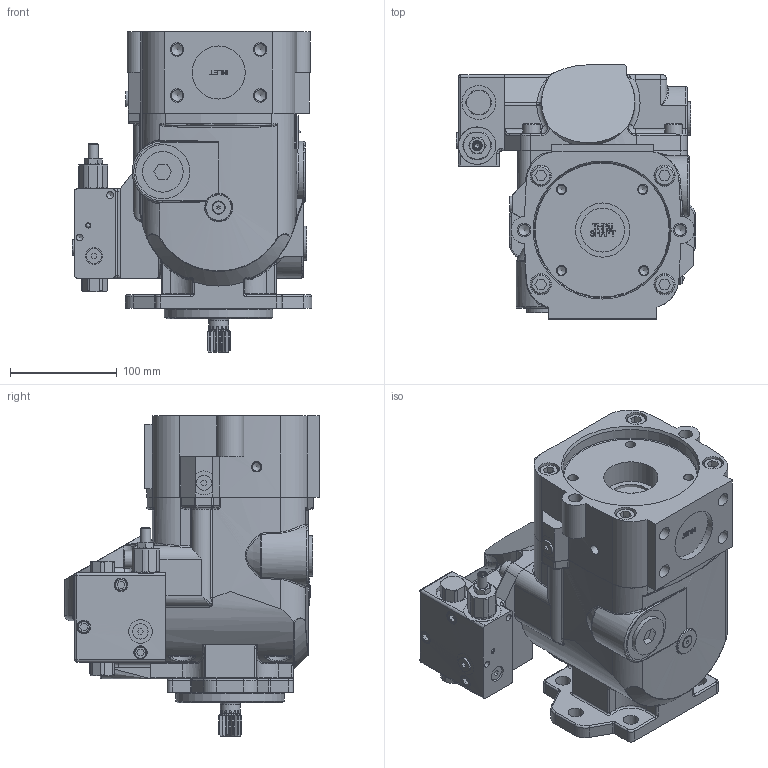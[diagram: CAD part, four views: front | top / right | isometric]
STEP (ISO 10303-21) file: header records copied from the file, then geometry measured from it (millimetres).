
FILE_DESCRIPTION((''),'2;1');
FILE_NAME('PVG_048_065_075.stp','2015-12-18T14:40:53',('JGroves'),(''),'Autodesk Inventor 2012','Autodesk Inventor 2012','');
FILE_SCHEMA(('AUTOMOTIVE_DESIGN { 1 0 10303 214 1 1 1 1 }'));
Length unit declared in the file: inch
Products named in the file (1): pvg048f1uvldfkp1nnnn-1
Bounding box: 224.41 x 238.22 x 300 mm (x, y, z)
Surface area: 364839.3 mm2 (no closed solid volume)
Topology: 0 solids, 51 shells, 1365 faces, 4100 edges, 2800 vertices
Faces by surface type: plane 675, cylinder 324, bspline 128, cone 119, torus 105, sphere 12, revolution 2
Full cylindrical faces by diameter (mm): 3.175 x3, 4.775 x1, 6.35 x2, 8.204 x7, 9.525 x8, 10.719 x10, 11.125 x3, 12.7 x13, 14.275 x9, 15.494 x1, 16.662 x3, 18.542 x1, 19.837 x4, 22.225 x1, 25.4 x2, 30.013 x2, 30.988 x1, 31.75 x3, 33.325 x1, 38.1 x1, 40.414 x1, 41.148 x1, 42.062 x1, 49.784 x1, 50.8 x1, 61.242 x1, 72.034 x1, 76.352 x1, 101.6 x1, 127.025 x1
Entity records: 57734 total; most frequent: CARTESIAN_POINT 21120, ORIENTED_EDGE 6995, DIRECTION 6863, EDGE_CURVE 3934, VERTEX_POINT 2763, VECTOR 2367, LINE 2367, AXIS2_PLACEMENT_3D 2247
